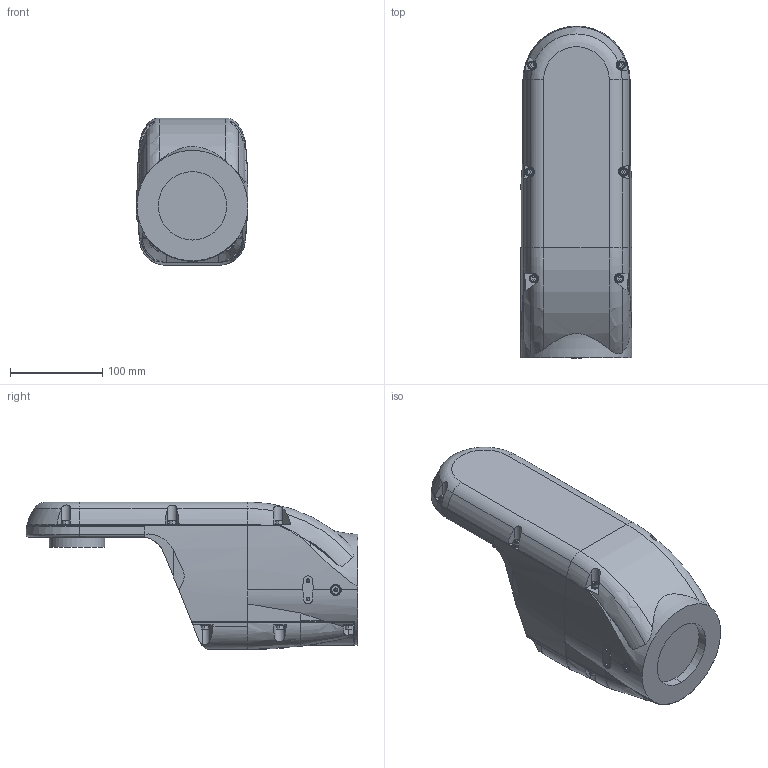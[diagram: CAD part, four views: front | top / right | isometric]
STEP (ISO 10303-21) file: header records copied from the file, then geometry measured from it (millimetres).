
FILE_DESCRIPTION((''),'2;1');
FILE_NAME('VT6_A901S_J4','2019-08-22T22:16:12',('arco0'),(''),'CREO PARAMETRIC BY PTC INC, 2018420','CREO PARAMETRIC BY PTC INC, 2018420','');
FILE_SCHEMA(('AUTOMOTIVE_DESIGN { 1 0 10303 214 1 1 1 1 }'));
Length unit declared in the file: millimetre
Products named in the file (1): VT6_A901S_J4
Bounding box: 121 x 358.92 x 160.06 mm (x, y, z)
Volume: 3739022.8 mm3; surface area: 170248.7 mm2
Topology: 1 solids, 1 shells, 457 faces, 1149 edges, 725 vertices
Faces by surface type: plane 218, cylinder 139, torus 43, cone 43, bspline 14
Entity records: 20887 total; most frequent: CARTESIAN_POINT 4418, ORIENTED_EDGE 2286, DIRECTION 2193, PRESENTATION_STYLE_ASSIGNMENT 1324, STYLED_ITEM 1144, CURVE_STYLE 1143, EDGE_CURVE 1143, AXIS2_PLACEMENT_3D 813
